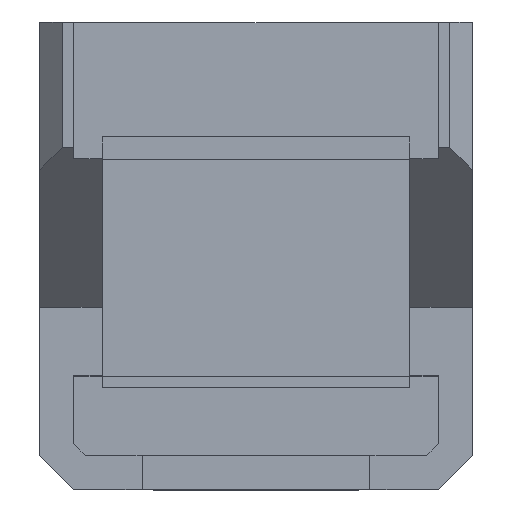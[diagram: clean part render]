
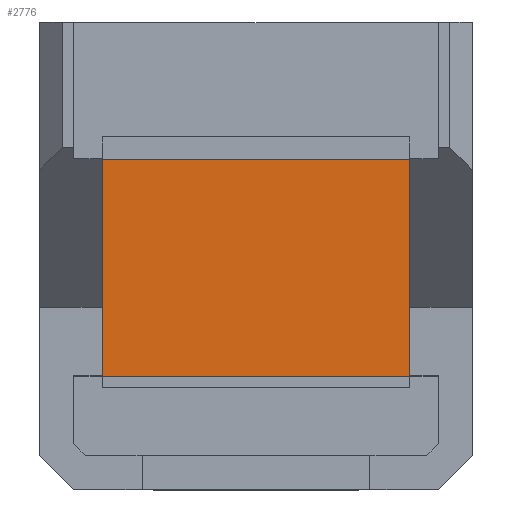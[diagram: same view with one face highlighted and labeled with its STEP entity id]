
A CAD part, top view. The second image highlights one B-rep face of the part: STEP entity #2776.
In plain terms, the highlighted planar face has unit normal (0, 0, 1).
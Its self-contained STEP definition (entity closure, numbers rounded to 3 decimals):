
#253 = PLANE('',#254);
#254 = AXIS2_PLACEMENT_3D('',#255,#256,#257);
#255 = CARTESIAN_POINT('',(-13.5,-42.,60.));
#256 = DIRECTION('',(1.,0.,0.));
#257 = DIRECTION('',(0.,0.,1.));
#1017 = VERTEX_POINT('',#1018);
#1018 = CARTESIAN_POINT('',(-13.5,-41.,60.));
#1037 = EDGE_CURVE('',#1017,#1038,#1040,.T.);
#1038 = VERTEX_POINT('',#1039);
#1039 = CARTESIAN_POINT('',(-13.5,-22.,60.));
#1040 = SURFACE_CURVE('',#1041,(#1045,#1052),.PCURVE_S1.);
#1041 = LINE('',#1042,#1043);
#1042 = CARTESIAN_POINT('',(-13.5,-42.,60.));
#1043 = VECTOR('',#1044,1.);
#1044 = DIRECTION('',(0.,1.,0.));
#1045 = PCURVE('',#253,#1046);
#1046 = DEFINITIONAL_REPRESENTATION('',(#1047),#1051);
#1047 = LINE('',#1048,#1049);
#1048 = CARTESIAN_POINT('',(0.,0.));
#1049 = VECTOR('',#1050,1.);
#1050 = DIRECTION('',(0.,-1.));
#1051 = ( GEOMETRIC_REPRESENTATION_CONTEXT(2) 
PARAMETRIC_REPRESENTATION_CONTEXT() REPRESENTATION_CONTEXT('2D SPACE',''
  ) );
#1052 = PCURVE('',#1053,#1058);
#1053 = PLANE('',#1054);
#1054 = AXIS2_PLACEMENT_3D('',#1055,#1056,#1057);
#1055 = CARTESIAN_POINT('',(-13.5,-42.,60.));
#1056 = DIRECTION('',(0.,0.,1.));
#1057 = DIRECTION('',(1.,0.,0.));
#1058 = DEFINITIONAL_REPRESENTATION('',(#1059),#1063);
#1059 = LINE('',#1060,#1061);
#1060 = CARTESIAN_POINT('',(0.,0.));
#1061 = VECTOR('',#1062,1.);
#1062 = DIRECTION('',(0.,1.));
#1063 = ( GEOMETRIC_REPRESENTATION_CONTEXT(2) 
PARAMETRIC_REPRESENTATION_CONTEXT() REPRESENTATION_CONTEXT('2D SPACE',''
  ) );
#2776 = ADVANCED_FACE('',(#2777),#1053,.T.);
#2777 = FACE_BOUND('',#2778,.T.);
#2778 = EDGE_LOOP('',(#2779,#2780,#2808,#2836));
#2779 = ORIENTED_EDGE('',*,*,#1037,.F.);
#2780 = ORIENTED_EDGE('',*,*,#2781,.T.);
#2781 = EDGE_CURVE('',#1017,#2782,#2784,.T.);
#2782 = VERTEX_POINT('',#2783);
#2783 = CARTESIAN_POINT('',(13.5,-41.,60.));
#2784 = SURFACE_CURVE('',#2785,(#2789,#2796),.PCURVE_S1.);
#2785 = LINE('',#2786,#2787);
#2786 = CARTESIAN_POINT('',(-16.,-41.,60.));
#2787 = VECTOR('',#2788,1.);
#2788 = DIRECTION('',(1.,0.,0.));
#2789 = PCURVE('',#1053,#2790);
#2790 = DEFINITIONAL_REPRESENTATION('',(#2791),#2795);
#2791 = LINE('',#2792,#2793);
#2792 = CARTESIAN_POINT('',(-2.5,1.));
#2793 = VECTOR('',#2794,1.);
#2794 = DIRECTION('',(1.,0.));
#2795 = ( GEOMETRIC_REPRESENTATION_CONTEXT(2) 
PARAMETRIC_REPRESENTATION_CONTEXT() REPRESENTATION_CONTEXT('2D SPACE',''
  ) );
#2796 = PCURVE('',#2797,#2802);
#2797 = PLANE('',#2798);
#2798 = AXIS2_PLACEMENT_3D('',#2799,#2800,#2801);
#2799 = CARTESIAN_POINT('',(-16.,-48.,60.));
#2800 = DIRECTION('',(0.,0.,1.));
#2801 = DIRECTION('',(1.,0.,0.));
#2802 = DEFINITIONAL_REPRESENTATION('',(#2803),#2807);
#2803 = LINE('',#2804,#2805);
#2804 = CARTESIAN_POINT('',(0.,7.));
#2805 = VECTOR('',#2806,1.);
#2806 = DIRECTION('',(1.,0.));
#2807 = ( GEOMETRIC_REPRESENTATION_CONTEXT(2) 
PARAMETRIC_REPRESENTATION_CONTEXT() REPRESENTATION_CONTEXT('2D SPACE',''
  ) );
#2808 = ORIENTED_EDGE('',*,*,#2809,.T.);
#2809 = EDGE_CURVE('',#2782,#2810,#2812,.T.);
#2810 = VERTEX_POINT('',#2811);
#2811 = CARTESIAN_POINT('',(13.5,-22.,60.));
#2812 = SURFACE_CURVE('',#2813,(#2817,#2824),.PCURVE_S1.);
#2813 = LINE('',#2814,#2815);
#2814 = CARTESIAN_POINT('',(13.5,-42.,60.));
#2815 = VECTOR('',#2816,1.);
#2816 = DIRECTION('',(0.,1.,0.));
#2817 = PCURVE('',#1053,#2818);
#2818 = DEFINITIONAL_REPRESENTATION('',(#2819),#2823);
#2819 = LINE('',#2820,#2821);
#2820 = CARTESIAN_POINT('',(27.,0.));
#2821 = VECTOR('',#2822,1.);
#2822 = DIRECTION('',(0.,1.));
#2823 = ( GEOMETRIC_REPRESENTATION_CONTEXT(2) 
PARAMETRIC_REPRESENTATION_CONTEXT() REPRESENTATION_CONTEXT('2D SPACE',''
  ) );
#2824 = PCURVE('',#2825,#2830);
#2825 = PLANE('',#2826);
#2826 = AXIS2_PLACEMENT_3D('',#2827,#2828,#2829);
#2827 = CARTESIAN_POINT('',(13.5,-42.,60.));
#2828 = DIRECTION('',(1.,0.,0.));
#2829 = DIRECTION('',(0.,0.,1.));
#2830 = DEFINITIONAL_REPRESENTATION('',(#2831),#2835);
#2831 = LINE('',#2832,#2833);
#2832 = CARTESIAN_POINT('',(0.,0.));
#2833 = VECTOR('',#2834,1.);
#2834 = DIRECTION('',(0.,-1.));
#2835 = ( GEOMETRIC_REPRESENTATION_CONTEXT(2) 
PARAMETRIC_REPRESENTATION_CONTEXT() REPRESENTATION_CONTEXT('2D SPACE',''
  ) );
#2836 = ORIENTED_EDGE('',*,*,#2837,.F.);
#2837 = EDGE_CURVE('',#1038,#2810,#2838,.T.);
#2838 = SURFACE_CURVE('',#2839,(#2843,#2850),.PCURVE_S1.);
#2839 = LINE('',#2840,#2841);
#2840 = CARTESIAN_POINT('',(-16.,-22.,60.));
#2841 = VECTOR('',#2842,1.);
#2842 = DIRECTION('',(1.,0.,0.));
#2843 = PCURVE('',#1053,#2844);
#2844 = DEFINITIONAL_REPRESENTATION('',(#2845),#2849);
#2845 = LINE('',#2846,#2847);
#2846 = CARTESIAN_POINT('',(-2.5,20.));
#2847 = VECTOR('',#2848,1.);
#2848 = DIRECTION('',(1.,0.));
#2849 = ( GEOMETRIC_REPRESENTATION_CONTEXT(2) 
PARAMETRIC_REPRESENTATION_CONTEXT() REPRESENTATION_CONTEXT('2D SPACE',''
  ) );
#2850 = PCURVE('',#2851,#2856);
#2851 = PLANE('',#2852);
#2852 = AXIS2_PLACEMENT_3D('',#2853,#2854,#2855);
#2853 = CARTESIAN_POINT('',(-16.,-22.,60.));
#2854 = DIRECTION('',(0.,0.,1.));
#2855 = DIRECTION('',(1.,0.,0.));
#2856 = DEFINITIONAL_REPRESENTATION('',(#2857),#2861);
#2857 = LINE('',#2858,#2859);
#2858 = CARTESIAN_POINT('',(0.,0.));
#2859 = VECTOR('',#2860,1.);
#2860 = DIRECTION('',(1.,0.));
#2861 = ( GEOMETRIC_REPRESENTATION_CONTEXT(2) 
PARAMETRIC_REPRESENTATION_CONTEXT() REPRESENTATION_CONTEXT('2D SPACE',''
  ) );
